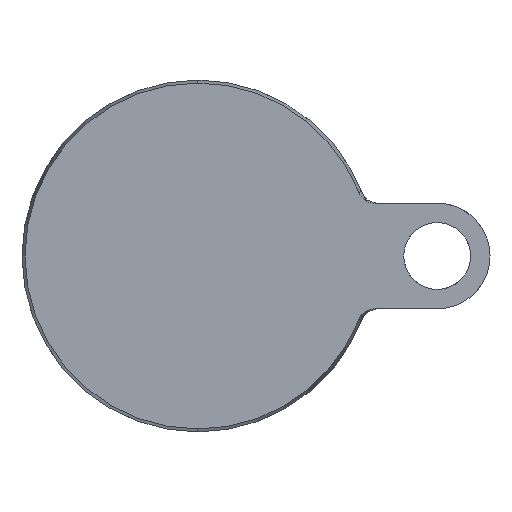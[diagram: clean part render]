
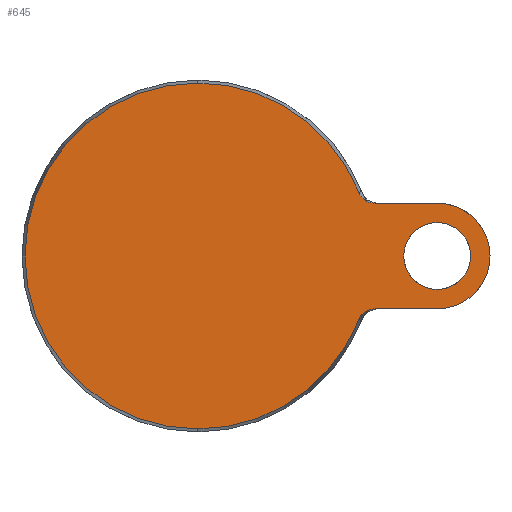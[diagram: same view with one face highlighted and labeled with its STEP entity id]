
A CAD part, front view. The second image highlights one B-rep face of the part: STEP entity #645.
In plain terms, the highlighted planar face has unit normal (0, -1, 0).
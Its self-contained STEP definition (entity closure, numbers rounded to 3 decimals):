
#5 = ORIENTED_EDGE ( 'NONE', *, *, #30, .T. ) ;
#15 = CARTESIAN_POINT ( 'NONE',  ( 49.366, 0., 15.074 ) ) ;
#17 = CARTESIAN_POINT ( 'NONE',  ( 15., 0., -15. ) ) ;
#30 = EDGE_CURVE ( 'NONE', #824, #1334, #1242, .T. ) ;
#34 = ORIENTED_EDGE ( 'NONE', *, *, #580, .F. ) ;
#39 = ORIENTED_EDGE ( 'NONE', *, *, #434, .T. ) ;
#45 = CARTESIAN_POINT ( 'NONE',  ( 45.66, 0., 18.169 ) ) ;
#51 = CARTESIAN_POINT ( 'NONE',  ( 50.366, 0., 15. ) ) ;
#67 = CARTESIAN_POINT ( 'NONE',  ( 45.848, 0., -17.699 ) ) ;
#70 = EDGE_CURVE ( 'NONE', #1132, #824, #1060, .T. ) ;
#134 = DIRECTION ( 'NONE',  ( 0., 0., 1. ) ) ;
#151 = VERTEX_POINT ( 'NONE', #953 ) ;
#153 = ORIENTED_EDGE ( 'NONE', *, *, #1392, .F. ) ;
#154 = FACE_OUTER_BOUND ( 'NONE', #1296, .T. ) ;
#159 = EDGE_CURVE ( 'NONE', #1334, #1126, #904, .T. ) ;
#174 = ORIENTED_EDGE ( 'NONE', *, *, #556, .T. ) ;
#177 = CARTESIAN_POINT ( 'NONE',  ( 68., 0., -15. ) ) ;
#181 = CARTESIAN_POINT ( 'NONE',  ( 45.66, 0., -18.169 ) ) ;
#192 = VECTOR ( 'NONE', #696, 1000. ) ;
#203 = CARTESIAN_POINT ( 'NONE',  ( 49.363, 0., -15.093 ) ) ;
#216 = ORIENTED_EDGE ( 'NONE', *, *, #159, .T. ) ;
#217 = CARTESIAN_POINT ( 'NONE',  ( 48.405, 0., -15.385 ) ) ;
#223 = CARTESIAN_POINT ( 'NONE',  ( 49.862, 0., -15.019 ) ) ;
#226 = CARTESIAN_POINT ( 'NONE',  ( 45.848, 0., 17.699 ) ) ;
#244 = DIRECTION ( 'NONE',  ( 0., 1., 0. ) ) ;
#249 = DIRECTION ( 'NONE',  ( 0., 0., 1. ) ) ;
#263 = DIRECTION ( 'NONE',  ( 0., 1., 0. ) ) ;
#265 = EDGE_CURVE ( 'NONE', #1132, #1425, #1321, .T. ) ;
#274 = CIRCLE ( 'NONE', #565, 9.5 ) ;
#327 = CARTESIAN_POINT ( 'NONE',  ( 50.366, 0., 15. ) ) ;
#333 = CARTESIAN_POINT ( 'NONE',  ( 47.955, 0., 15.598 ) ) ;
#335 = CARTESIAN_POINT ( 'NONE',  ( 50.113, 0., -15. ) ) ;
#338 = CARTESIAN_POINT ( 'NONE',  ( 46.108, 0., 17.258 ) ) ;
#343 = CARTESIAN_POINT ( 'NONE',  ( 49.86, 0., 15. ) ) ;
#345 = AXIS2_PLACEMENT_3D ( 'NONE', #1266, #244, #134 ) ;
#349 = DIRECTION ( 'NONE',  ( 0., 0., -1. ) ) ;
#367 = CIRCLE ( 'NONE', #1074, 15. ) ;
#434 = EDGE_CURVE ( 'NONE', #456, #1467, #274, .T. ) ;
#456 = VERTEX_POINT ( 'NONE', #1240 ) ;
#477 = CARTESIAN_POINT ( 'NONE',  ( 0., 0., 0. ) ) ;
#480 = CARTESIAN_POINT ( 'NONE',  ( 68., 0., 15. ) ) ;
#517 = CARTESIAN_POINT ( 'NONE',  ( 46.1, 0., -17.269 ) ) ;
#555 = CARTESIAN_POINT ( 'NONE',  ( 47.122, 0., 16.157 ) ) ;
#556 = EDGE_CURVE ( 'NONE', #1467, #456, #1125, .T. ) ;
#565 = AXIS2_PLACEMENT_3D ( 'NONE', #1016, #677, #1482 ) ;
#580 = EDGE_CURVE ( 'NONE', #1425, #1472, #367, .T. ) ;
#584 = DIRECTION ( 'NONE',  ( 0., 0., -1. ) ) ;
#586 = AXIS2_PLACEMENT_3D ( 'NONE', #907, #892, #789 ) ;
#595 = DIRECTION ( 'NONE',  ( 0., -1., 0. ) ) ;
#599 = LINE ( 'NONE', #17, #192 ) ;
#615 = ORIENTED_EDGE ( 'NONE', *, *, #265, .F. ) ;
#620 = CARTESIAN_POINT ( 'NONE',  ( 0., 0., -49.143 ) ) ;
#629 = EDGE_CURVE ( 'NONE', #1126, #1198, #1412, .T. ) ;
#645 = ADVANCED_FACE ( 'NONE', ( #154, #813 ), #798, .F. ) ;
#661 = CARTESIAN_POINT ( 'NONE',  ( 49.116, 0., -15.149 ) ) ;
#677 = DIRECTION ( 'NONE',  ( 0., 1., 0. ) ) ;
#696 = DIRECTION ( 'NONE',  ( -1., 0., 0. ) ) ;
#702 = CARTESIAN_POINT ( 'NONE',  ( 68., 0., 0. ) ) ;
#712 = ORIENTED_EDGE ( 'NONE', *, *, #838, .T. ) ;
#715 = EDGE_LOOP ( 'NONE', ( #174, #39 ) ) ;
#753 = VECTOR ( 'NONE', #759, 1000. ) ;
#759 = DIRECTION ( 'NONE',  ( 1., 0., 0. ) ) ;
#767 = CARTESIAN_POINT ( 'NONE',  ( 47.952, 0., -15.6 ) ) ;
#775 = CARTESIAN_POINT ( 'NONE',  ( 68., 0., 0. ) ) ;
#776 = CARTESIAN_POINT ( 'NONE',  ( 47.738, 0., 15.721 ) ) ;
#789 = DIRECTION ( 'NONE',  ( 0., 0., -1. ) ) ;
#798 = PLANE ( 'NONE',  #345 ) ;
#813 = FACE_BOUND ( 'NONE', #715, .T. ) ;
#824 = VERTEX_POINT ( 'NONE', #45 ) ;
#838 = EDGE_CURVE ( 'NONE', #1198, #151, #1382, .T. ) ;
#842 = CARTESIAN_POINT ( 'NONE',  ( 68., 0., -9.5 ) ) ;
#892 = DIRECTION ( 'NONE',  ( 0., -1., 0. ) ) ;
#895 = CARTESIAN_POINT ( 'NONE',  ( 47.118, 0., -16.16 ) ) ;
#904 = CIRCLE ( 'NONE', #1216, 49.143 ) ;
#907 = CARTESIAN_POINT ( 'NONE',  ( 0., 0., 0. ) ) ;
#943 = DIRECTION ( 'NONE',  ( 0., 1., 0. ) ) ;
#944 = DIRECTION ( 'NONE',  ( 0., 0., -1. ) ) ;
#953 = CARTESIAN_POINT ( 'NONE',  ( 50.366, 0., -15. ) ) ;
#969 = CARTESIAN_POINT ( 'NONE',  ( 15., 0., 15. ) ) ;
#979 = CARTESIAN_POINT ( 'NONE',  ( 46.575, 0., -16.681 ) ) ;
#995 = CARTESIAN_POINT ( 'NONE',  ( 48.637, 0., -15.295 ) ) ;
#1008 = CARTESIAN_POINT ( 'NONE',  ( 47.322, 0., 16. ) ) ;
#1012 = ORIENTED_EDGE ( 'NONE', *, *, #70, .T. ) ;
#1016 = CARTESIAN_POINT ( 'NONE',  ( 68., 0., 0. ) ) ;
#1023 = CARTESIAN_POINT ( 'NONE',  ( 45.66, 0., 18.169 ) ) ;
#1060 = B_SPLINE_CURVE_WITH_KNOTS ( 'NONE', 3,
 ( #327, #343, #15, #1371, #1268, #333, #776, #1008, #555, #1256, #1363, #338, #226, #1023 ),
 .UNSPECIFIED., .F., .F.,
 ( 4, 2, 2, 2, 2, 2, 4 ),
 ( 0., 0.001, 0.002, 0.003, 0.004, 0.004, 0.006 ),
 .UNSPECIFIED. ) ;
#1065 = CARTESIAN_POINT ( 'NONE',  ( 0., 0., 49.143 ) ) ;
#1074 = AXIS2_PLACEMENT_3D ( 'NONE', #702, #943, #584 ) ;
#1094 = CARTESIAN_POINT ( 'NONE',  ( 45.66, 0., -18.169 ) ) ;
#1125 = CIRCLE ( 'NONE', #1149, 9.5 ) ;
#1126 = VERTEX_POINT ( 'NONE', #620 ) ;
#1132 = VERTEX_POINT ( 'NONE', #51 ) ;
#1140 = CARTESIAN_POINT ( 'NONE',  ( 47.314, 0., -16.005 ) ) ;
#1149 = AXIS2_PLACEMENT_3D ( 'NONE', #775, #263, #249 ) ;
#1198 = VERTEX_POINT ( 'NONE', #181 ) ;
#1216 = AXIS2_PLACEMENT_3D ( 'NONE', #477, #595, #944 ) ;
#1238 = CARTESIAN_POINT ( 'NONE',  ( 47.73, 0., -15.726 ) ) ;
#1240 = CARTESIAN_POINT ( 'NONE',  ( 68., 0., 9.5 ) ) ;
#1242 = CIRCLE ( 'NONE', #586, 49.143 ) ;
#1256 = CARTESIAN_POINT ( 'NONE',  ( 46.751, 0., 16.495 ) ) ;
#1266 = CARTESIAN_POINT ( 'NONE',  ( -49.143, 0., 0. ) ) ;
#1268 = CARTESIAN_POINT ( 'NONE',  ( 48.407, 0., 15.384 ) ) ;
#1283 = DIRECTION ( 'NONE',  ( 0., -1., 0. ) ) ;
#1296 = EDGE_LOOP ( 'NONE', ( #615, #1012, #5, #216, #1341, #712, #153, #34 ) ) ;
#1321 = LINE ( 'NONE', #969, #753 ) ;
#1334 = VERTEX_POINT ( 'NONE', #1065 ) ;
#1338 = AXIS2_PLACEMENT_3D ( 'NONE', #1389, #1283, #349 ) ;
#1341 = ORIENTED_EDGE ( 'NONE', *, *, #629, .T. ) ;
#1363 = CARTESIAN_POINT ( 'NONE',  ( 46.58, 0., 16.677 ) ) ;
#1371 = CARTESIAN_POINT ( 'NONE',  ( 48.644, 0., 15.292 ) ) ;
#1382 = B_SPLINE_CURVE_WITH_KNOTS ( 'NONE', 3,
 ( #1094, #67, #517, #979, #1443, #895, #1140, #1238, #767, #217, #995, #661, #203, #223, #335, #1460 ),
 .UNSPECIFIED., .F., .F.,
 ( 4, 2, 2, 2, 2, 2, 2, 4 ),
 ( 0., 0.001, 0.002, 0.003, 0.004, 0.004, 0.005, 0.006 ),
 .UNSPECIFIED. ) ;
#1389 = CARTESIAN_POINT ( 'NONE',  ( 0., 0., 0. ) ) ;
#1392 = EDGE_CURVE ( 'NONE', #1472, #151, #599, .T. ) ;
#1412 = CIRCLE ( 'NONE', #1338, 49.143 ) ;
#1425 = VERTEX_POINT ( 'NONE', #480 ) ;
#1443 = CARTESIAN_POINT ( 'NONE',  ( 46.749, 0., -16.497 ) ) ;
#1460 = CARTESIAN_POINT ( 'NONE',  ( 50.366, 0., -15. ) ) ;
#1467 = VERTEX_POINT ( 'NONE', #842 ) ;
#1472 = VERTEX_POINT ( 'NONE', #177 ) ;
#1482 = DIRECTION ( 'NONE',  ( 0., 0., 1. ) ) ;
